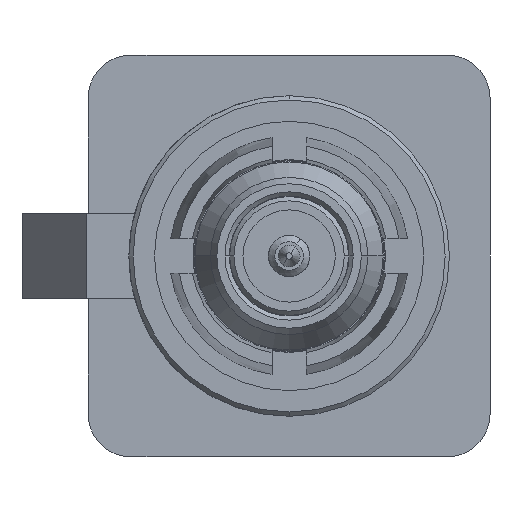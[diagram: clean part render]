
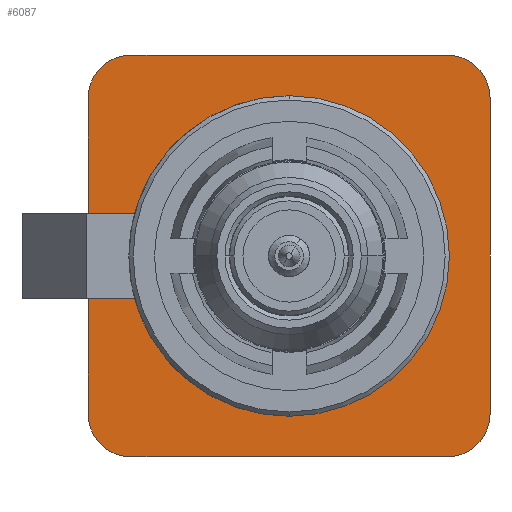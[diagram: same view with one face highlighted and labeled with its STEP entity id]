
A CAD part, left-side view. The second image highlights one B-rep face of the part: STEP entity #6087.
In plain terms, the highlighted planar face has unit normal (-1, 0, 0).
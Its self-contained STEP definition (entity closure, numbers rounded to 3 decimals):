
#146 = CARTESIAN_POINT ( 'NONE',  ( 9.5, 4.7, -3.7 ) ) ;
#179 = CARTESIAN_POINT ( 'NONE',  ( 9.5, -3.7, 4.7 ) ) ;
#192 = LINE ( 'NONE', #1356, #5525 ) ;
#257 = VERTEX_POINT ( 'NONE', #3035 ) ;
#321 = EDGE_CURVE ( 'NONE', #784, #11824, #10682, .T. ) ;
#399 = AXIS2_PLACEMENT_3D ( 'NONE', #2415, #7095, #4285 ) ;
#477 = DIRECTION ( 'NONE',  ( 0., 0., 1. ) ) ;
#489 = ORIENTED_EDGE ( 'NONE', *, *, #4127, .F. ) ;
#533 = CARTESIAN_POINT ( 'NONE',  ( 9.5, 3.7, -4.7 ) ) ;
#587 = CARTESIAN_POINT ( 'NONE',  ( 9.5, 4.7, 4.7 ) ) ;
#784 = VERTEX_POINT ( 'NONE', #2120 ) ;
#843 = CARTESIAN_POINT ( 'NONE',  ( 9.5, 4.7, 3.7 ) ) ;
#890 = ORIENTED_EDGE ( 'NONE', *, *, #4807, .F. ) ;
#1019 = DIRECTION ( 'NONE',  ( -1., 0., 0. ) ) ;
#1044 = VERTEX_POINT ( 'NONE', #6252 ) ;
#1103 = EDGE_CURVE ( 'NONE', #3272, #9018, #1925, .T. ) ;
#1172 = ORIENTED_EDGE ( 'NONE', *, *, #5434, .F. ) ;
#1183 = CIRCLE ( 'NONE', #2132, 1. ) ;
#1318 = LINE ( 'NONE', #9073, #7549 ) ;
#1356 = CARTESIAN_POINT ( 'NONE',  ( 9.5, 0.619, 1. ) ) ;
#1360 = CARTESIAN_POINT ( 'NONE',  ( 9.5, 4.7, 4.7 ) ) ;
#1428 = LINE ( 'NONE', #8155, #11042 ) ;
#1443 = ORIENTED_EDGE ( 'NONE', *, *, #2584, .T. ) ;
#1523 = CIRCLE ( 'NONE', #399, 1. ) ;
#1573 = CIRCLE ( 'NONE', #9934, 3.75 ) ;
#1603 = EDGE_CURVE ( 'NONE', #5621, #11208, #11209, .T. ) ;
#1707 = DIRECTION ( 'NONE',  ( -1., 0., 0. ) ) ;
#1750 = AXIS2_PLACEMENT_3D ( 'NONE', #2224, #2185, #4935 ) ;
#1775 = VERTEX_POINT ( 'NONE', #9965 ) ;
#1776 = VECTOR ( 'NONE', #9152, 1000. ) ;
#1925 = LINE ( 'NONE', #4504, #1776 ) ;
#1940 = PLANE ( 'NONE',  #10327 ) ;
#1955 = VECTOR ( 'NONE', #9890, 1000. ) ;
#2039 = EDGE_CURVE ( 'NONE', #7167, #1044, #1318, .T. ) ;
#2108 = CARTESIAN_POINT ( 'NONE',  ( 9.5, 4.7, 1. ) ) ;
#2113 = DIRECTION ( 'NONE',  ( 0., 1., 0. ) ) ;
#2120 = CARTESIAN_POINT ( 'NONE',  ( 9.5, 3.7, 4.7 ) ) ;
#2132 = AXIS2_PLACEMENT_3D ( 'NONE', #4772, #4164, #3323 ) ;
#2185 = DIRECTION ( 'NONE',  ( -1., 0., 0. ) ) ;
#2224 = CARTESIAN_POINT ( 'NONE',  ( 9.5, 0., 0. ) ) ;
#2296 = DIRECTION ( 'NONE',  ( 0., -1., 0. ) ) ;
#2353 = DIRECTION ( 'NONE',  ( 0., 0., 1. ) ) ;
#2415 = CARTESIAN_POINT ( 'NONE',  ( 9.5, -3.7, -3.7 ) ) ;
#2584 = EDGE_CURVE ( 'NONE', #7167, #7825, #5781, .T. ) ;
#2593 = DIRECTION ( 'NONE',  ( 0., 1., 0. ) ) ;
#2614 = DIRECTION ( 'NONE',  ( 0., 0., 1. ) ) ;
#2758 = EDGE_CURVE ( 'NONE', #1775, #5038, #1573, .T. ) ;
#2759 = VERTEX_POINT ( 'NONE', #11021 ) ;
#2762 = CARTESIAN_POINT ( 'NONE',  ( 9.5, -4.7, -4.7 ) ) ;
#2960 = VECTOR ( 'NONE', #2296, 1000. ) ;
#3035 = CARTESIAN_POINT ( 'NONE',  ( 9.5, 4.65, 1. ) ) ;
#3077 = CARTESIAN_POINT ( 'NONE',  ( 9.5, -4.7, 4.7 ) ) ;
#3149 = VERTEX_POINT ( 'NONE', #843 ) ;
#3154 = CARTESIAN_POINT ( 'NONE',  ( 9.5, -4.7, -3.7 ) ) ;
#3272 = VERTEX_POINT ( 'NONE', #5610 ) ;
#3323 = DIRECTION ( 'NONE',  ( 0., 0., 1. ) ) ;
#3416 = EDGE_CURVE ( 'NONE', #8515, #3149, #11798, .T. ) ;
#3595 = CIRCLE ( 'NONE', #11882, 3.75 ) ;
#3729 = EDGE_CURVE ( 'NONE', #784, #3149, #1183, .T. ) ;
#3845 = VECTOR ( 'NONE', #2353, 1000. ) ;
#4127 = EDGE_CURVE ( 'NONE', #5038, #6837, #8429, .T. ) ;
#4164 = DIRECTION ( 'NONE',  ( -1., 0., 0. ) ) ;
#4195 = CARTESIAN_POINT ( 'NONE',  ( 9.5, 3.7, -3.7 ) ) ;
#4285 = DIRECTION ( 'NONE',  ( 0., 0., 1. ) ) ;
#4377 = ORIENTED_EDGE ( 'NONE', *, *, #9513, .F. ) ;
#4451 = ORIENTED_EDGE ( 'NONE', *, *, #321, .F. ) ;
#4498 = CARTESIAN_POINT ( 'NONE',  ( 9.5, 0., 0. ) ) ;
#4504 = CARTESIAN_POINT ( 'NONE',  ( 9.5, -4.7, 4.7 ) ) ;
#4532 = DIRECTION ( 'NONE',  ( 0., 0., 1. ) ) ;
#4616 = ORIENTED_EDGE ( 'NONE', *, *, #9121, .T. ) ;
#4651 = CARTESIAN_POINT ( 'NONE',  ( 9.5, 0., 0. ) ) ;
#4772 = CARTESIAN_POINT ( 'NONE',  ( 9.5, 3.7, 3.7 ) ) ;
#4807 = EDGE_CURVE ( 'NONE', #6837, #257, #1428, .T. ) ;
#4855 = DIRECTION ( 'NONE',  ( 0., 0., 1. ) ) ;
#4935 = DIRECTION ( 'NONE',  ( 0., 0., 1. ) ) ;
#5038 = VERTEX_POINT ( 'NONE', #5732 ) ;
#5133 = ORIENTED_EDGE ( 'NONE', *, *, #3416, .F. ) ;
#5320 = CARTESIAN_POINT ( 'NONE',  ( 9.5, 0., 0. ) ) ;
#5429 = EDGE_LOOP ( 'NONE', ( #11913, #890, #489, #5848, #1172, #9472, #1443, #9979, #11687, #4377, #4616, #8494, #8372, #4451, #5542, #5133 ) ) ;
#5434 = EDGE_CURVE ( 'NONE', #1044, #1775, #3595, .T. ) ;
#5445 = CARTESIAN_POINT ( 'NONE',  ( 9.5, 3.614, 1. ) ) ;
#5525 = VECTOR ( 'NONE', #2113, 1000. ) ;
#5542 = ORIENTED_EDGE ( 'NONE', *, *, #3729, .T. ) ;
#5610 = CARTESIAN_POINT ( 'NONE',  ( 9.5, -4.7, 3.7 ) ) ;
#5621 = VERTEX_POINT ( 'NONE', #146 ) ;
#5732 = CARTESIAN_POINT ( 'NONE',  ( 9.5, 0., 3.75 ) ) ;
#5781 = LINE ( 'NONE', #8829, #6222 ) ;
#5848 = ORIENTED_EDGE ( 'NONE', *, *, #2758, .F. ) ;
#5942 = DIRECTION ( 'NONE',  ( -1., 0., 0. ) ) ;
#6087 = ADVANCED_FACE ( 'NONE', ( #10132 ), #1940, .T. ) ;
#6222 = VECTOR ( 'NONE', #7002, 1000. ) ;
#6252 = CARTESIAN_POINT ( 'NONE',  ( 9.5, 3.614, -1. ) ) ;
#6477 = DIRECTION ( 'NONE',  ( -1., 0., 0. ) ) ;
#6837 = VERTEX_POINT ( 'NONE', #5445 ) ;
#7002 = DIRECTION ( 'NONE',  ( 0., 1., 0. ) ) ;
#7033 = LINE ( 'NONE', #1360, #3845 ) ;
#7095 = DIRECTION ( 'NONE',  ( -1., 0., 0. ) ) ;
#7121 = DIRECTION ( 'NONE',  ( -1., 0., 0. ) ) ;
#7167 = VERTEX_POINT ( 'NONE', #10321 ) ;
#7549 = VECTOR ( 'NONE', #8172, 1000. ) ;
#7825 = VERTEX_POINT ( 'NONE', #9006 ) ;
#8096 = AXIS2_PLACEMENT_3D ( 'NONE', #8571, #1019, #4855 ) ;
#8155 = CARTESIAN_POINT ( 'NONE',  ( 9.5, 4.65, 1. ) ) ;
#8166 = VECTOR ( 'NONE', #2614, 1000. ) ;
#8172 = DIRECTION ( 'NONE',  ( 0., -1., 0. ) ) ;
#8183 = DIRECTION ( 'NONE',  ( 0., 0., 1. ) ) ;
#8296 = AXIS2_PLACEMENT_3D ( 'NONE', #4195, #5942, #477 ) ;
#8372 = ORIENTED_EDGE ( 'NONE', *, *, #8903, .T. ) ;
#8429 = CIRCLE ( 'NONE', #1750, 3.75 ) ;
#8494 = ORIENTED_EDGE ( 'NONE', *, *, #1103, .F. ) ;
#8499 = LINE ( 'NONE', #2762, #1955 ) ;
#8515 = VERTEX_POINT ( 'NONE', #2108 ) ;
#8571 = CARTESIAN_POINT ( 'NONE',  ( 9.5, -3.7, 3.7 ) ) ;
#8829 = CARTESIAN_POINT ( 'NONE',  ( 9.5, 0.619, -1. ) ) ;
#8903 = EDGE_CURVE ( 'NONE', #3272, #11824, #9159, .T. ) ;
#9006 = CARTESIAN_POINT ( 'NONE',  ( 9.5, 4.7, -1. ) ) ;
#9018 = VERTEX_POINT ( 'NONE', #3154 ) ;
#9073 = CARTESIAN_POINT ( 'NONE',  ( 9.5, 3.614, -1. ) ) ;
#9121 = EDGE_CURVE ( 'NONE', #2759, #9018, #1523, .T. ) ;
#9152 = DIRECTION ( 'NONE',  ( 0., 0., -1. ) ) ;
#9159 = CIRCLE ( 'NONE', #8096, 1. ) ;
#9472 = ORIENTED_EDGE ( 'NONE', *, *, #2039, .F. ) ;
#9513 = EDGE_CURVE ( 'NONE', #2759, #11208, #8499, .T. ) ;
#9786 = EDGE_CURVE ( 'NONE', #5621, #7825, #7033, .T. ) ;
#9890 = DIRECTION ( 'NONE',  ( 0., 1., 0. ) ) ;
#9934 = AXIS2_PLACEMENT_3D ( 'NONE', #4498, #1707, #4532 ) ;
#9965 = CARTESIAN_POINT ( 'NONE',  ( 9.5, 0., -3.75 ) ) ;
#9979 = ORIENTED_EDGE ( 'NONE', *, *, #9786, .F. ) ;
#10132 = FACE_OUTER_BOUND ( 'NONE', #5429, .T. ) ;
#10321 = CARTESIAN_POINT ( 'NONE',  ( 9.5, 4.65, -1. ) ) ;
#10327 = AXIS2_PLACEMENT_3D ( 'NONE', #4651, #6477, #11167 ) ;
#10682 = LINE ( 'NONE', #3077, #2960 ) ;
#11021 = CARTESIAN_POINT ( 'NONE',  ( 9.5, -3.7, -4.7 ) ) ;
#11042 = VECTOR ( 'NONE', #2593, 1000. ) ;
#11167 = DIRECTION ( 'NONE',  ( 0., 0., 1. ) ) ;
#11208 = VERTEX_POINT ( 'NONE', #533 ) ;
#11209 = CIRCLE ( 'NONE', #8296, 1. ) ;
#11357 = EDGE_CURVE ( 'NONE', #257, #8515, #192, .T. ) ;
#11687 = ORIENTED_EDGE ( 'NONE', *, *, #1603, .T. ) ;
#11798 = LINE ( 'NONE', #587, #8166 ) ;
#11824 = VERTEX_POINT ( 'NONE', #179 ) ;
#11882 = AXIS2_PLACEMENT_3D ( 'NONE', #5320, #7121, #8183 ) ;
#11913 = ORIENTED_EDGE ( 'NONE', *, *, #11357, .F. ) ;
